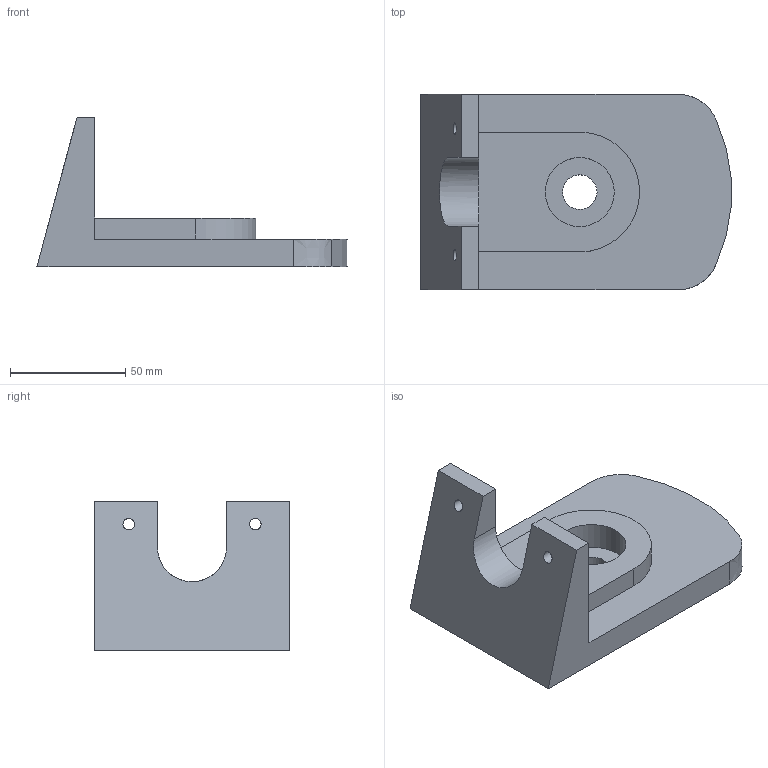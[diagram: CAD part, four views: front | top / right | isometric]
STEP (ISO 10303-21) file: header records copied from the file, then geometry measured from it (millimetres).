
FILE_DESCRIPTION(/* description */ (''),/* implementation_level */ '2;1');
FILE_NAME(/* name */ '431f44e3-4004-426c-b98e-d4247084d88c.stp',/* time_stamp */ '2025-08-26T02:55:54Z',/* author */ (''),/* organization */ (''),/* preprocessor_version */ 'ST-DEVELOPER v20.1',/* originating_system */ 'Autodesk Translation Framework v14.17.0.0',/* authorisation */ '');
FILE_SCHEMA (('AUTOMOTIVE_DESIGN { 1 0 10303 214 3 1 1 }'));
Length unit declared in the file: millimetre
Products named in the file (1): 24-01-10-LStopSimple
Bounding box: 134.72 x 85 x 65 mm (x, y, z)
Volume: 205268.5 mm3; surface area: 38027.4 mm2
Topology: 1 solids, 1 shells, 27 faces, 66 edges, 44 vertices
Faces by surface type: plane 16, cylinder 9, bspline 2
Full cylindrical faces by diameter (mm): 5 x2, 10 x2, 15 x1, 30 x1
Entity records: 935 total; most frequent: CARTESIAN_POINT 252, ORIENTED_EDGE 132, DIRECTION 128, EDGE_CURVE 66, VERTEX_POINT 44, AXIS2_PLACEMENT_3D 44, LINE 40, VECTOR 40
